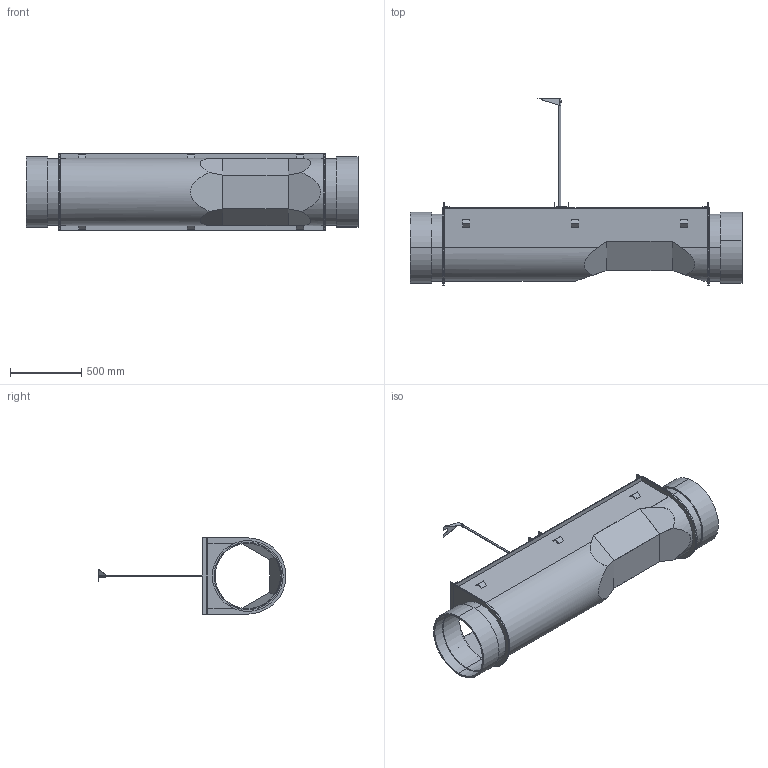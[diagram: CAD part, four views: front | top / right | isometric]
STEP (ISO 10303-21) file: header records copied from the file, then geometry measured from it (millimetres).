
FILE_DESCRIPTION (( 'STEP AP214' ), '1' );
FILE_NAME ('18in Palmer Bowlus Assem1 with options.STEP', '2020-09-17T19:05:02', ( '' ), ( '' ), 'SwSTEP 2.0', 'SolidWorks 2020', '' );
FILE_SCHEMA (( 'AUTOMOTIVE_DESIGN' ));
Length unit declared in the file: inch
Products named in the file (14): PB Ultrasonic -   Rev Abase plate; Palmer bowlus flume with equations_18 inch Default<As Machined>; PB Ultrasonic -   Rev ATop Bracket Tube; Fernco Coupler_18 INCH FERNCO FITTING; hex nut_ai_HNUT 0.2500-20-D-N; PB - Flume hold down clip_Default<As Machined>; 18in PB staff gauge; PB Ultrasonic -   Rev ATop Bracket Rev A sheet metal; Copy of 49976 Rev Ashaft^18in 18in PB Ultrasonic -   Ultrasonic Transducer Assy; PB Ultrasonic -   Rev ATop Bracket Assembly; PB inlet pipe stub with equations_18 INCH PIPE STUB; 18in Palmer Bowlus Assem1 with options; 18in 18in PB Ultrasonic -   Ultrasonic Transducer Assy_9in Parshall Flume; New PB Ultrasonic -   C Channel Ultrasonic Bkt_2in Parshall
Assembly tree (20 placements, depth 4):
  18in Palmer Bowlus Assem1 with options
    Palmer bowlus flume with equations_18 inch Default<As Machined>
    18in PB staff gauge
    PB - Flume hold down clip_Default<As Machined>  x6
    PB inlet pipe stub with equations_18 INCH PIPE STUB  x2
    18in 18in PB Ultrasonic -   Ultrasonic Transducer Assy_9in Parshall Flume
      PB Ultrasonic -   Rev Abase plate
      Copy of 49976 Rev Ashaft^18in 18in PB Ultrasonic -   Ultrasonic Transducer Assy
      PB Ultrasonic -   Rev ATop Bracket Assembly
        hex nut_ai_HNUT 0.2500-20-D-N
        PB Ultrasonic -   Rev ATop Bracket Tube
        PB Ultrasonic -   Rev ATop Bracket Rev A sheet metal
      New PB Ultrasonic -   C Channel Ultrasonic Bkt_2in Parshall
    Fernco Coupler_18 INCH FERNCO FITTING  x2
Bounding box: 2324.1 x 1314.5 x 533.4 mm (x, y, z)
Volume: 26344631.7 mm3; surface area: 7959098.5 mm2
Topology: 20 solids, 20 shells, 238 faces, 556 edges, 358 vertices
Faces by surface type: plane 159, cylinder 61, cone 16, bspline 2
Entity records: 6491 total; most frequent: CARTESIAN_POINT 1308, DIRECTION 828, ORIENTED_EDGE 800, EDGE_CURVE 400, AXIS2_PLACEMENT_3D 280, LINE 268, VECTOR 268, VERTEX_POINT 254
